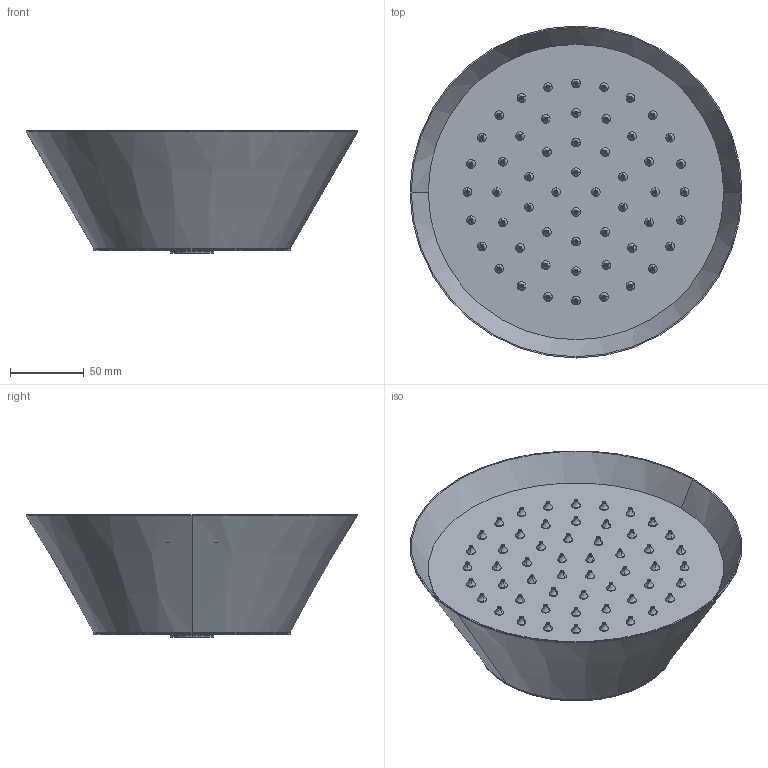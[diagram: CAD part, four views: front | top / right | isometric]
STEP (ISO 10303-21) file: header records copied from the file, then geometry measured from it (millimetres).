
FILE_DESCRIPTION((''),'2;1');
FILE_NAME('MS-TRT032XQ_ASM_ASM','2019-01-09T',('ms0014'),(''),'PRO/ENGINEER BY PARAMETRIC TECHNOLOGY CORPORATION, 2009360','PRO/ENGINEER BY PARAMETRIC TECHNOLOGY CORPORATION, 2009360','');
FILE_SCHEMA(('AUTOMOTIVE_DESIGN_CC2 { 1 2 10303 214 -1 1 5 2 }'));
Length unit declared in the file: millimetre
Products named in the file (64): STCT0029-XQ_1; MANIFOLD_SOLID_BREP_8905; MANIFOLD_SOLID_BREP_9336; MANIFOLD_SOLID_BREP_9767; MANIFOLD_SOLID_BREP_10198; MANIFOLD_SOLID_BREP_10629; MANIFOLD_SOLID_BREP_11060; MANIFOLD_SOLID_BREP_11491; MANIFOLD_SOLID_BREP_11922; MANIFOLD_SOLID_BREP_12353; MANIFOLD_SOLID_BREP_12784; MANIFOLD_SOLID_BREP_13215; MANIFOLD_SOLID_BREP_13646; MANIFOLD_SOLID_BREP_14077; MANIFOLD_SOLID_BREP_14508; MANIFOLD_SOLID_BREP_14939; MANIFOLD_SOLID_BREP_15370; MANIFOLD_SOLID_BREP_15801; MANIFOLD_SOLID_BREP_16232; MANIFOLD_SOLID_BREP_16663; MANIFOLD_SOLID_BREP_17094; MANIFOLD_SOLID_BREP_17525; MANIFOLD_SOLID_BREP_17956; MANIFOLD_SOLID_BREP_18387; MANIFOLD_SOLID_BREP_18818; MANIFOLD_SOLID_BREP_19249; MANIFOLD_SOLID_BREP_19680; MANIFOLD_SOLID_BREP_20111; MANIFOLD_SOLID_BREP_20542; MANIFOLD_SOLID_BREP_20973; MANIFOLD_SOLID_BREP_21404; MANIFOLD_SOLID_BREP_21835; MANIFOLD_SOLID_BREP_22266; MANIFOLD_SOLID_BREP_22697; MANIFOLD_SOLID_BREP_23128; MANIFOLD_SOLID_BREP_23559; MANIFOLD_SOLID_BREP_23990; MANIFOLD_SOLID_BREP_24421; MANIFOLD_SOLID_BREP_24852; MANIFOLD_SOLID_BREP_25283 ...
Assembly tree (63 placements, depth 5):
  MS-TRT032XQ_ASM_ASM
    MS-TRT032XQ_ASM_1_ASM
      MSBC0077-XQ_AF0_ASM_1_ASM
        STCT0029-XQ_1
        STQR0021-XX_1_ASM
          MANIFOLD_SOLID_BREP_8905
          MANIFOLD_SOLID_BREP_9336
          MANIFOLD_SOLID_BREP_9767
          MANIFOLD_SOLID_BREP_10198
          MANIFOLD_SOLID_BREP_10629
          MANIFOLD_SOLID_BREP_11060
          MANIFOLD_SOLID_BREP_11491
          MANIFOLD_SOLID_BREP_11922
          MANIFOLD_SOLID_BREP_12353
          MANIFOLD_SOLID_BREP_12784
          MANIFOLD_SOLID_BREP_13215
          MANIFOLD_SOLID_BREP_13646
          MANIFOLD_SOLID_BREP_14077
          MANIFOLD_SOLID_BREP_14508
          MANIFOLD_SOLID_BREP_14939
          MANIFOLD_SOLID_BREP_15370
          MANIFOLD_SOLID_BREP_15801
          MANIFOLD_SOLID_BREP_16232
          MANIFOLD_SOLID_BREP_16663
          MANIFOLD_SOLID_BREP_17094
          MANIFOLD_SOLID_BREP_17525
          MANIFOLD_SOLID_BREP_17956
          MANIFOLD_SOLID_BREP_18387
          MANIFOLD_SOLID_BREP_18818
          MANIFOLD_SOLID_BREP_19249
          MANIFOLD_SOLID_BREP_19680
          MANIFOLD_SOLID_BREP_20111
          MANIFOLD_SOLID_BREP_20542
          MANIFOLD_SOLID_BREP_20973
          MANIFOLD_SOLID_BREP_21404
          MANIFOLD_SOLID_BREP_21835
          MANIFOLD_SOLID_BREP_22266
          MANIFOLD_SOLID_BREP_22697
          MANIFOLD_SOLID_BREP_23128
          MANIFOLD_SOLID_BREP_23559
          MANIFOLD_SOLID_BREP_23990
          MANIFOLD_SOLID_BREP_24421
          MANIFOLD_SOLID_BREP_24852
          MANIFOLD_SOLID_BREP_25283
          MANIFOLD_SOLID_BREP_25714
          MANIFOLD_SOLID_BREP_26145
          MANIFOLD_SOLID_BREP_26576
          MANIFOLD_SOLID_BREP_27007
          MANIFOLD_SOLID_BREP_27438
          MANIFOLD_SOLID_BREP_27869
          MANIFOLD_SOLID_BREP_28300
          MANIFOLD_SOLID_BREP_28731
          MANIFOLD_SOLID_BREP_29162
          MANIFOLD_SOLID_BREP_29593
          MANIFOLD_SOLID_BREP_30024
          MANIFOLD_SOLID_BREP_30455
          MANIFOLD_SOLID_BREP_30886
          MANIFOLD_SOLID_BREP_31317
          MANIFOLD_SOLID_BREP_31748
      STCB0393-P1_1
Bounding box: 224.7 x 224.7 x 83.2 mm (x, y, z)
Volume: 106031 mm3; surface area: 205217.2 mm2
Topology: 59 solids, 59 shells, 989 faces, 2474 edges, 1660 vertices
Faces by surface type: cylinder 354, cone 226, torus 222, plane 187
Entity records: 32784 total; most frequent: DIRECTION 6688, CARTESIAN_POINT 5312, ORIENTED_EDGE 4948, AXIS2_PLACEMENT_3D 3036, EDGE_CURVE 2474, CIRCLE 1858, VERTEX_POINT 1660, EDGE_LOOP 1270
